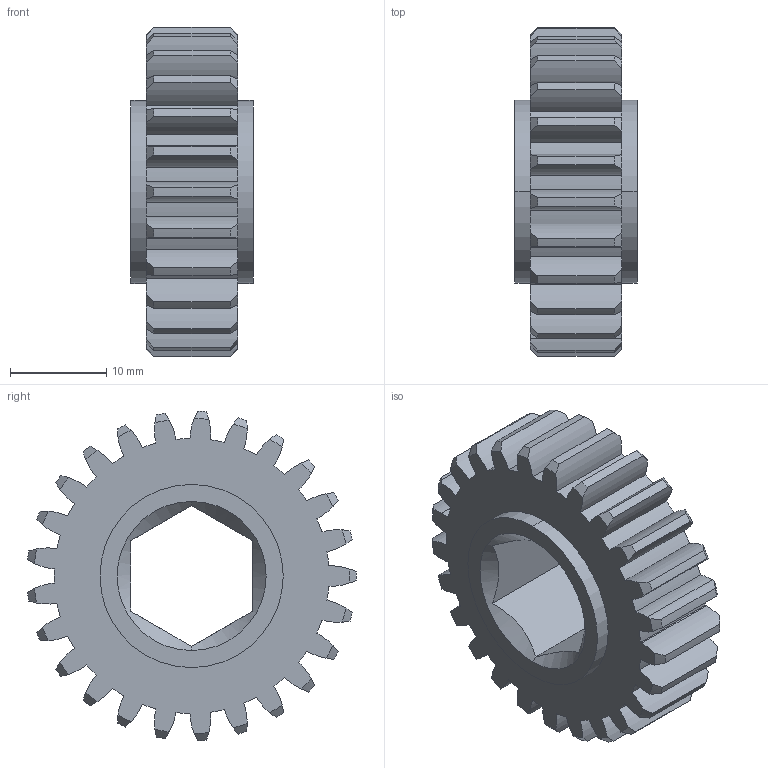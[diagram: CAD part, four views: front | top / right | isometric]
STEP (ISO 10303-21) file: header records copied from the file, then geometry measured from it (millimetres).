
FILE_DESCRIPTION (( 'STEP AP203' ), '1' );
FILE_NAME ('am-3535 25T 20DP 500hex 375 FW Gear.STEP', '2021-08-03T13:47:34', ( '' ), ( '' ), 'SwSTEP 2.0', 'SolidWorks 2021', '' );
FILE_SCHEMA (( 'CONFIG_CONTROL_DESIGN' ));
Length unit declared in the file: inch
Products named in the file (1): am-3535 25T 20DP 500hex 375 FW Gear
Bounding box: 12.7 x 34.21 x 34.27 mm (x, y, z)
Volume: 6374.9 mm3; surface area: 3886.8 mm2
Topology: 1 solids, 1 shells, 172 faces, 500 edges, 332 vertices
Faces by surface type: cylinder 108, cone 54, plane 10
Entity records: 6121 total; most frequent: CARTESIAN_POINT 1451, DIRECTION 1000, ORIENTED_EDGE 1000, EDGE_CURVE 500, AXIS2_PLACEMENT_3D 441, VERTEX_POINT 332, CIRCLE 268, EDGE_LOOP 176
